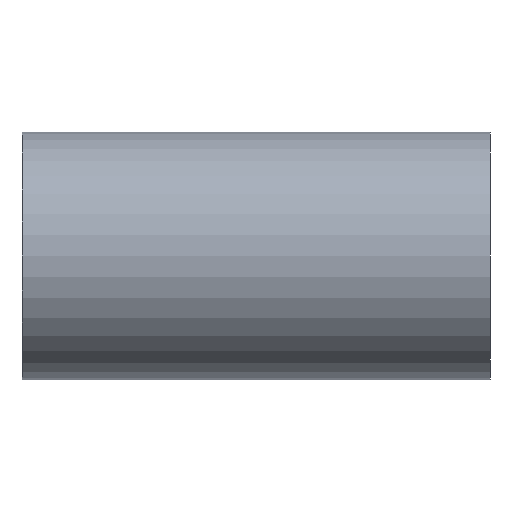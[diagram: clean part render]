
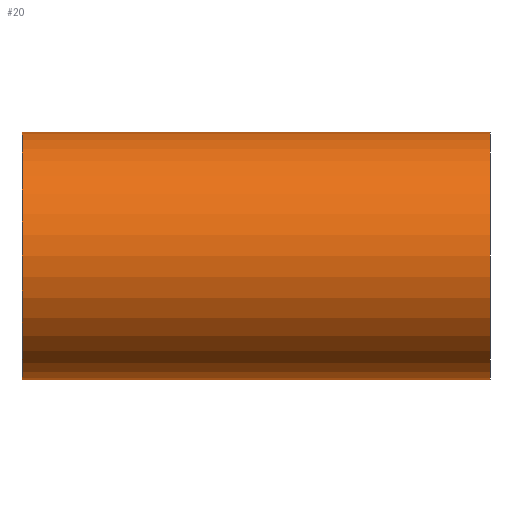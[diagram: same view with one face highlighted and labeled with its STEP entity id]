
A CAD part, front view. The second image highlights one B-rep face of the part: STEP entity #20.
In plain terms, the highlighted cylindrical face has radius 9.25 mm (diameter 18.5 mm), a partial arc.
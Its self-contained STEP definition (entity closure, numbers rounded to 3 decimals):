
#5 = EDGE_CURVE ( 'NONE', #88, #43, #57, .T. ) ;
#10 = ORIENTED_EDGE ( 'NONE', *, *, #49, .T. ) ;
#20 = ADVANCED_FACE ( 'NONE', ( #161 ), #27, .T. ) ;
#27 = CYLINDRICAL_SURFACE ( 'NONE', #191, 9.25 ) ;
#31 = CARTESIAN_POINT ( 'NONE',  ( -17.5, 0., 0. ) ) ;
#33 = CARTESIAN_POINT ( 'NONE',  ( 17.5, 0., 0. ) ) ;
#34 = CARTESIAN_POINT ( 'NONE',  ( -17.5, 0., -9.25 ) ) ;
#43 = VERTEX_POINT ( 'NONE', #85 ) ;
#48 = DIRECTION ( 'NONE',  ( 0., 0., 1. ) ) ;
#49 = EDGE_CURVE ( 'NONE', #213, #172, #76, .T. ) ;
#57 = CIRCLE ( 'NONE', #98, 9.25 ) ;
#63 = EDGE_LOOP ( 'NONE', ( #138, #10, #208, #121 ) ) ;
#66 = VECTOR ( 'NONE', #214, 1000. ) ;
#76 = CIRCLE ( 'NONE', #170, 9.25 ) ;
#80 = CARTESIAN_POINT ( 'NONE',  ( -17.5, 0., 0. ) ) ;
#81 = CARTESIAN_POINT ( 'NONE',  ( 17.5, 0., 9.25 ) ) ;
#82 = DIRECTION ( 'NONE',  ( 0., 0., 1. ) ) ;
#85 = CARTESIAN_POINT ( 'NONE',  ( -17.5, 0., 9.25 ) ) ;
#88 = VERTEX_POINT ( 'NONE', #34 ) ;
#98 = AXIS2_PLACEMENT_3D ( 'NONE', #80, #99, #82 ) ;
#99 = DIRECTION ( 'NONE',  ( -1., 0., 0. ) ) ;
#120 = CARTESIAN_POINT ( 'NONE',  ( -17.5, 0., 9.25 ) ) ;
#121 = ORIENTED_EDGE ( 'NONE', *, *, #5, .F. ) ;
#127 = DIRECTION ( 'NONE',  ( -1., 0., 0. ) ) ;
#129 = DIRECTION ( 'NONE',  ( -1., 0., 0. ) ) ;
#138 = ORIENTED_EDGE ( 'NONE', *, *, #173, .F. ) ;
#140 = VECTOR ( 'NONE', #129, 1000. ) ;
#141 = CARTESIAN_POINT ( 'NONE',  ( 17.5, 0., -9.25 ) ) ;
#142 = DIRECTION ( 'NONE',  ( 0., 0., 1. ) ) ;
#150 = DIRECTION ( 'NONE',  ( -1., 0., 0. ) ) ;
#161 = FACE_OUTER_BOUND ( 'NONE', #63, .T. ) ;
#163 = EDGE_CURVE ( 'NONE', #172, #43, #202, .T. ) ;
#170 = AXIS2_PLACEMENT_3D ( 'NONE', #33, #150, #48 ) ;
#172 = VERTEX_POINT ( 'NONE', #81 ) ;
#173 = EDGE_CURVE ( 'NONE', #213, #88, #183, .T. ) ;
#183 = LINE ( 'NONE', #210, #140 ) ;
#191 = AXIS2_PLACEMENT_3D ( 'NONE', #31, #127, #142 ) ;
#202 = LINE ( 'NONE', #120, #66 ) ;
#208 = ORIENTED_EDGE ( 'NONE', *, *, #163, .T. ) ;
#210 = CARTESIAN_POINT ( 'NONE',  ( -17.5, 0., -9.25 ) ) ;
#213 = VERTEX_POINT ( 'NONE', #141 ) ;
#214 = DIRECTION ( 'NONE',  ( -1., 0., 0. ) ) ;
